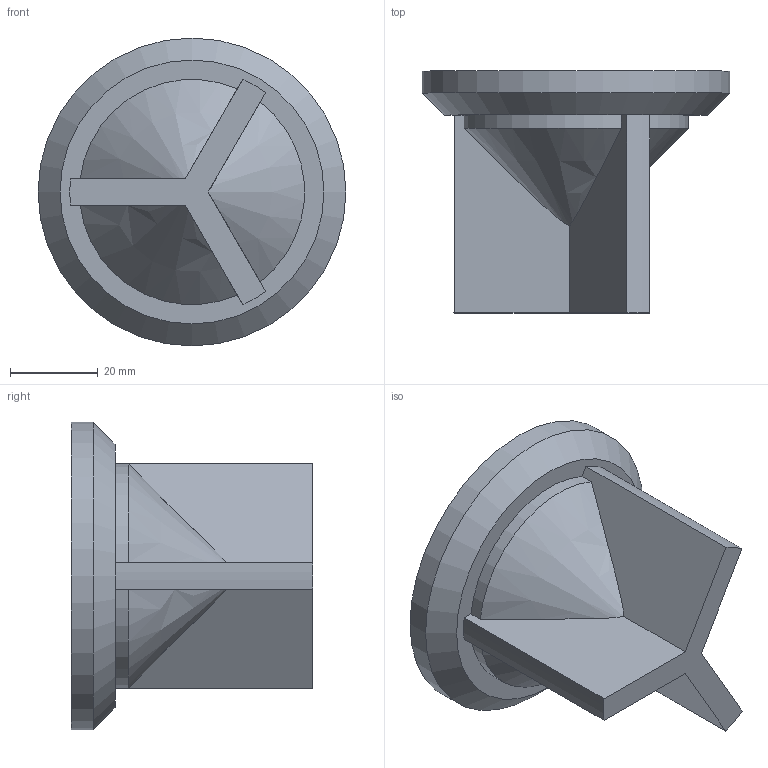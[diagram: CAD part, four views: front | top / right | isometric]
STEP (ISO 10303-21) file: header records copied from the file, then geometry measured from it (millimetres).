
FILE_DESCRIPTION(/* description */ (''),/* implementation_level */ '2;1');
FILE_NAME(/* name */ 'rams11 v1.step',/* time_stamp */ '2022-07-14T23:12:46+05:30',/* author */ (''),/* organization */ (''),/* preprocessor_version */ 'ST-DEVELOPER v19',/* originating_system */ 'Autodesk Translation Framework v11.7.0.108',/* authorisation */ '');
FILE_SCHEMA (('AUTOMOTIVE_DESIGN { 1 0 10303 214 3 1 1 }'));
Length unit declared in the file: millimetre
Products named in the file (1): rams9
Bounding box: 70 x 55 x 70 mm (x, y, z)
Volume: 67613.5 mm3; surface area: 16577.3 mm2
Topology: 1 solids, 1 shells, 21 faces, 53 edges, 35 vertices
Faces by surface type: plane 9, cylinder 7, cone 5
Full cylindrical faces by diameter (mm): 70 x1
Entity records: 658 total; most frequent: CARTESIAN_POINT 122, DIRECTION 106, ORIENTED_EDGE 104, EDGE_CURVE 52, AXIS2_PLACEMENT_3D 38, VERTEX_POINT 35, LINE 30, VECTOR 30
